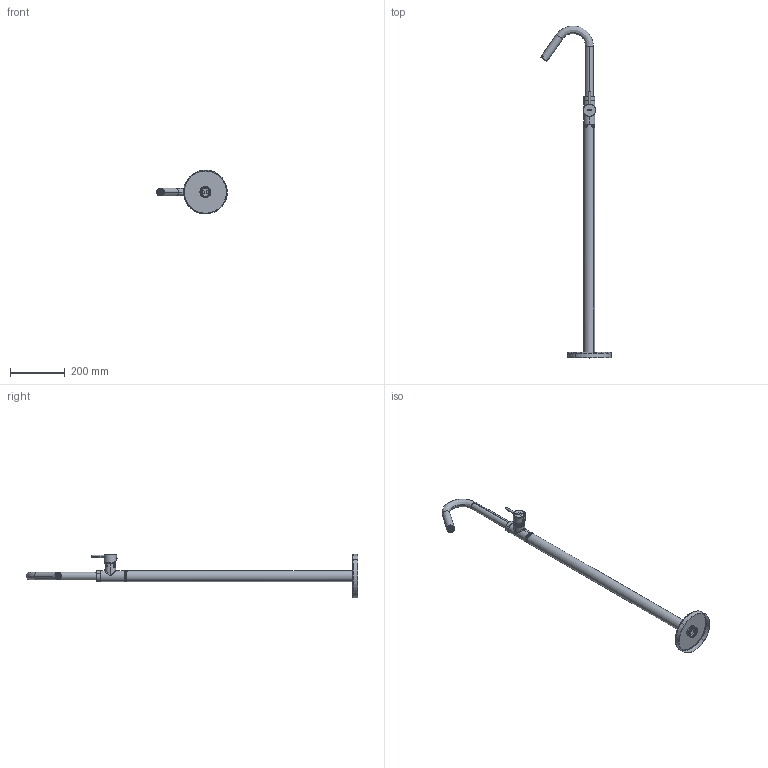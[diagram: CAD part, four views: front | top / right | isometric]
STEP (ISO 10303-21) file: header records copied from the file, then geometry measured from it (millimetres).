
FILE_DESCRIPTION (( 'STEP AP203' ), '1' );
FILE_NAME ('39AP07488.STEP', '2024-01-19T06:33:51', ( '' ), ( '' ), 'SwSTEP 2.0', 'SolidWorks 2021', '' );
FILE_SCHEMA (( 'CONFIG_CONTROL_DESIGN' ));
Length unit declared in the file: millimetre
Products named in the file (1): 39AP07488
Bounding box: 257.97 x 1211.6 x 160.55 mm (x, y, z)
Volume: 389518.1 mm3; surface area: 395836.2 mm2
Topology: 9 solids, 9 shells, 1806 faces, 4563 edges, 2987 vertices
Faces by surface type: plane 1239, cylinder 396, bspline 99, torus 37, sphere 21, cone 14
Entity records: 69547 total; most frequent: CARTESIAN_POINT 26976, ORIENTED_EDGE 9106, DIRECTION 8203, EDGE_CURVE 4553, LINE 3355, VECTOR 3355, VERTEX_POINT 2987, AXIS2_PLACEMENT_3D 2424
